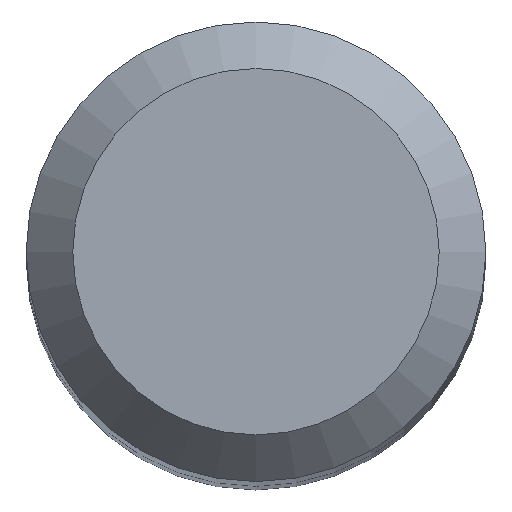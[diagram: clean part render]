
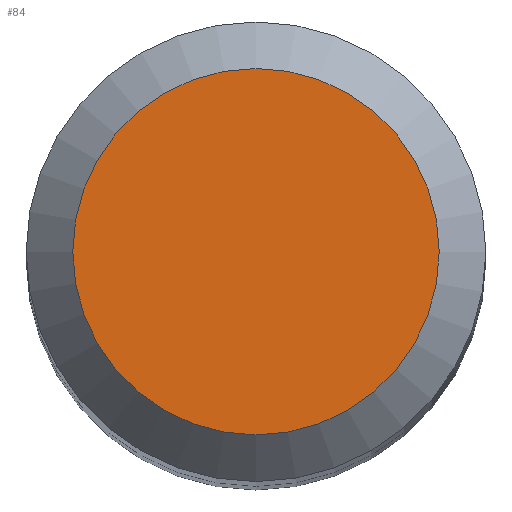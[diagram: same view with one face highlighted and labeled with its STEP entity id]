
A CAD part, top view. The second image highlights one B-rep face of the part: STEP entity #84.
In plain terms, the highlighted planar face has unit normal (0, 0, 1).
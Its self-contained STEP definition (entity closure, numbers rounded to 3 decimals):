
#14 = FACE_OUTER_BOUND ( 'NONE', #144, .T. ) ;
#17 = CARTESIAN_POINT ( 'NONE',  ( 0., 0., 74. ) ) ;
#18 = DIRECTION ( 'NONE',  ( 0., 0., -1. ) ) ;
#42 = ORIENTED_EDGE ( 'NONE', *, *, #115, .F. ) ;
#52 = DIRECTION ( 'NONE',  ( 0., 1., 0. ) ) ;
#54 = AXIS2_PLACEMENT_3D ( 'NONE', #132, #190, #52 ) ;
#60 = CIRCLE ( 'NONE', #54, 2.75 ) ;
#70 = DIRECTION ( 'NONE',  ( 0., 1., 0. ) ) ;
#84 = ADVANCED_FACE ( 'NONE', ( #14 ), #178, .F. ) ;
#115 = EDGE_CURVE ( 'NONE', #136, #136, #60, .T. ) ;
#132 = CARTESIAN_POINT ( 'NONE',  ( 0., 0., 74. ) ) ;
#135 = CARTESIAN_POINT ( 'NONE',  ( 0., 2.75, 74. ) ) ;
#136 = VERTEX_POINT ( 'NONE', #135 ) ;
#144 = EDGE_LOOP ( 'NONE', ( #42 ) ) ;
#156 = AXIS2_PLACEMENT_3D ( 'NONE', #17, #18, #70 ) ;
#178 = PLANE ( 'NONE',  #156 ) ;
#190 = DIRECTION ( 'NONE',  ( 0., 0., -1. ) ) ;
